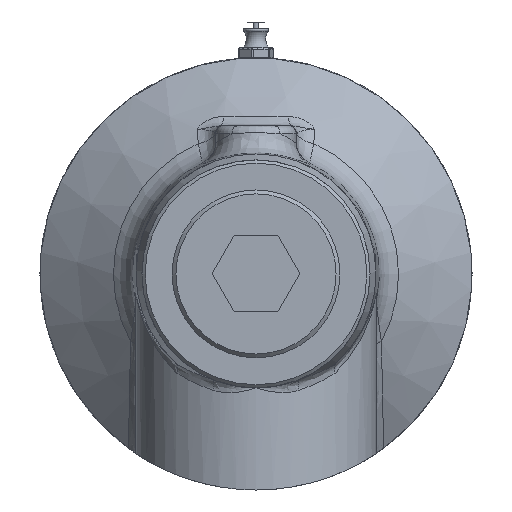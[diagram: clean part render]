
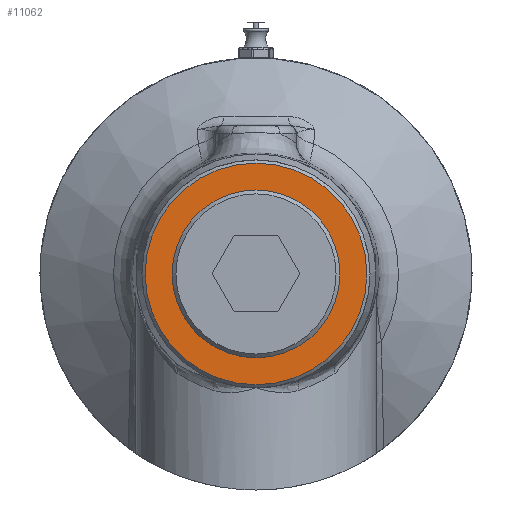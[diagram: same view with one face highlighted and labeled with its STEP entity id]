
A CAD part, left-side view. The second image highlights one B-rep face of the part: STEP entity #11062.
In plain terms, the highlighted planar face has unit normal (-1, 0, 0).
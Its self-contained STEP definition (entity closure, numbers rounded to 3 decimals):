
#430=FACE_BOUND('',#4158,.T.);
#2583=PLANE('',#11951);
#2595=CIRCLE('',#11145,20.763);
#2903=CIRCLE('',#11950,27.7);
#3498=FACE_OUTER_BOUND('',#4157,.T.);
#4157=EDGE_LOOP('',(#10190));
#4158=EDGE_LOOP('',(#10191));
#4681=VERTEX_POINT('',#14765);
#5626=VERTEX_POINT('',#25773);
#5716=EDGE_CURVE('',#4681,#4681,#2595,.T.);
#7156=EDGE_CURVE('',#5626,#5626,#2903,.T.);
#10190=ORIENTED_EDGE('',*,*,#7156,.F.);
#10191=ORIENTED_EDGE('',*,*,#5716,.T.);
#11062=ADVANCED_FACE('',(#3498,#430),#2583,.F.);
#11145=AXIS2_PLACEMENT_3D('',#14767,#12054,#12055);
#11950=AXIS2_PLACEMENT_3D('',#25775,#14280,#14281);
#11951=AXIS2_PLACEMENT_3D('',#25776,#14282,#14283);
#12054=DIRECTION('center_axis',(1.,0.,0.));
#12055=DIRECTION('ref_axis',(0.,1.,0.));
#14280=DIRECTION('center_axis',(1.,0.,0.));
#14281=DIRECTION('ref_axis',(0.,1.,0.));
#14282=DIRECTION('center_axis',(1.,0.,0.));
#14283=DIRECTION('ref_axis',(0.,0.,-1.));
#14765=CARTESIAN_POINT('',(-147.9,-20.763,0.));
#14767=CARTESIAN_POINT('Origin',(-147.9,0.,0.));
#25773=CARTESIAN_POINT('',(-147.9,-27.7,0.));
#25775=CARTESIAN_POINT('Origin',(-147.9,0.,0.));
#25776=CARTESIAN_POINT('Origin',(-147.9,67.748,0.));
